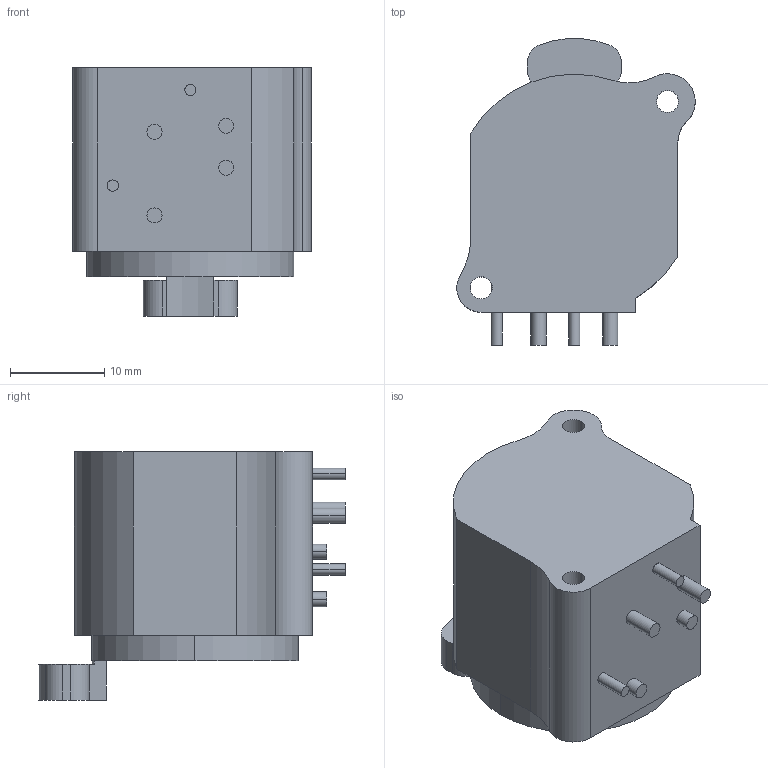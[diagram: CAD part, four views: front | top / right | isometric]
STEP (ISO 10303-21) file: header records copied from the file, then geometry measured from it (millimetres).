
FILE_DESCRIPTION (( 'STEP AP214' ), '1' );
FILE_NAME ('NC3FAAH2.STEP', '2023-08-17T12:57:39', ( '' ), ( '' ), 'SwSTEP 2.0', 'SolidWorks 2021', '' );
FILE_SCHEMA (( 'AUTOMOTIVE_DESIGN' ));
Length unit declared in the file: millimetre
Products named in the file (2): NC3FAAH2_NC3FAAH2; NC3FAAH2
Assembly tree (1 placements, depth 2):
  NC3FAAH2
    NC3FAAH2_NC3FAAH2
Bounding box: 25.35 x 32.62 x 26.4 mm (x, y, z)
Volume: 9934.6 mm3; surface area: 5344 mm2
Topology: 6 solids, 6 shells, 76 faces, 167 edges, 110 vertices
Faces by surface type: cylinder 44, plane 32
Entity records: 2290 total; most frequent: DIRECTION 411, CARTESIAN_POINT 407, ORIENTED_EDGE 334, EDGE_CURVE 167, AXIS2_PLACEMENT_3D 166, VERTEX_POINT 110, EDGE_LOOP 87, CIRCLE 86
